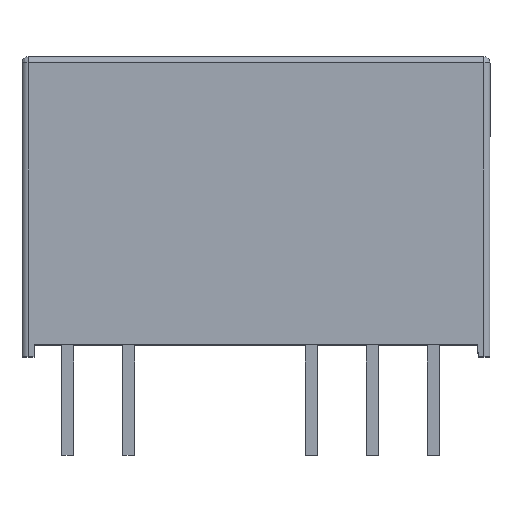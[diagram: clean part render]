
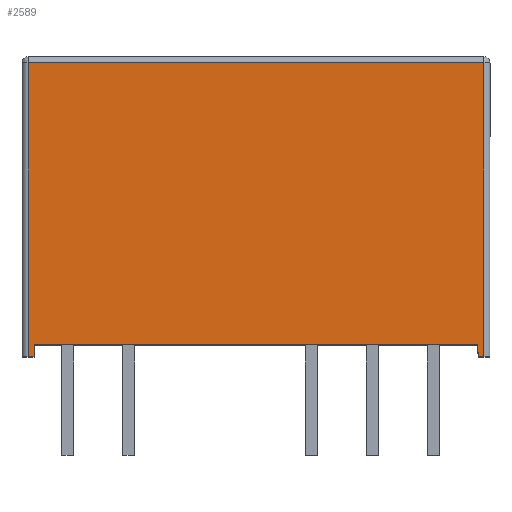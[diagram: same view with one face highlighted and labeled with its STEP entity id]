
A CAD part, top view. The second image highlights one B-rep face of the part: STEP entity #2589.
In plain terms, the highlighted planar face has unit normal (0, 0, 1).
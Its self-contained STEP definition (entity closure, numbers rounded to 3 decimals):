
#18 = VECTOR ( 'NONE', #1957, 1000. ) ;
#30 = EDGE_LOOP ( 'NONE', ( #2452, #957, #160, #1666, #2455, #2184, #2556, #535 ) ) ;
#148 = LINE ( 'NONE', #2183, #18 ) ;
#160 = ORIENTED_EDGE ( 'NONE', *, *, #709, .F. ) ;
#167 = VECTOR ( 'NONE', #2553, 1000. ) ;
#214 = CARTESIAN_POINT ( 'NONE',  ( 9.25, 0., 4.9 ) ) ;
#352 = VERTEX_POINT ( 'NONE', #818 ) ;
#381 = CARTESIAN_POINT ( 'NONE',  ( -9.5, 11.75, 4.9 ) ) ;
#390 = VECTOR ( 'NONE', #2464, 1000. ) ;
#393 = CARTESIAN_POINT ( 'NONE',  ( 9.25, -0.5, 4.9 ) ) ;
#437 = CARTESIAN_POINT ( 'NONE',  ( 9.5, 11.75, 4.9 ) ) ;
#486 = EDGE_CURVE ( 'NONE', #2243, #510, #519, .T. ) ;
#510 = VERTEX_POINT ( 'NONE', #2305 ) ;
#516 = LINE ( 'NONE', #214, #390 ) ;
#519 = LINE ( 'NONE', #2337, #167 ) ;
#535 = ORIENTED_EDGE ( 'NONE', *, *, #2491, .F. ) ;
#546 = LINE ( 'NONE', #673, #1123 ) ;
#642 = VERTEX_POINT ( 'NONE', #1195 ) ;
#673 = CARTESIAN_POINT ( 'NONE',  ( -9.5, 0., 4.9 ) ) ;
#709 = EDGE_CURVE ( 'NONE', #352, #642, #817, .T. ) ;
#756 = AXIS2_PLACEMENT_3D ( 'NONE', #381, #1772, #1005 ) ;
#815 = LINE ( 'NONE', #1257, #1337 ) ;
#817 = LINE ( 'NONE', #393, #2132 ) ;
#818 = CARTESIAN_POINT ( 'NONE',  ( 9.5, -0.5, 4.9 ) ) ;
#905 = LINE ( 'NONE', #1412, #2025 ) ;
#911 = VERTEX_POINT ( 'NONE', #1298 ) ;
#957 = ORIENTED_EDGE ( 'NONE', *, *, #1872, .F. ) ;
#1005 = DIRECTION ( 'NONE',  ( 1., 0., 0. ) ) ;
#1084 = EDGE_CURVE ( 'NONE', #352, #1701, #1614, .T. ) ;
#1123 = VECTOR ( 'NONE', #1483, 1000. ) ;
#1176 = CARTESIAN_POINT ( 'NONE',  ( -9.25, 0., 4.9 ) ) ;
#1195 = CARTESIAN_POINT ( 'NONE',  ( 9.25, -0.5, 4.9 ) ) ;
#1257 = CARTESIAN_POINT ( 'NONE',  ( -9.5, 11.75, 4.9 ) ) ;
#1278 = VECTOR ( 'NONE', #1453, 1000. ) ;
#1298 = CARTESIAN_POINT ( 'NONE',  ( -9.5, 11.75, 4.9 ) ) ;
#1336 = EDGE_CURVE ( 'NONE', #911, #510, #905, .T. ) ;
#1337 = VECTOR ( 'NONE', #2274, 1000. ) ;
#1412 = CARTESIAN_POINT ( 'NONE',  ( -9.5, 11.75, 4.9 ) ) ;
#1414 = VERTEX_POINT ( 'NONE', #1659 ) ;
#1436 = CARTESIAN_POINT ( 'NONE',  ( -9.25, -0.5, 4.9 ) ) ;
#1453 = DIRECTION ( 'NONE',  ( 0., 1., 0. ) ) ;
#1463 = EDGE_CURVE ( 'NONE', #2462, #1414, #546, .T. ) ;
#1483 = DIRECTION ( 'NONE',  ( 1., 0., 0. ) ) ;
#1515 = EDGE_CURVE ( 'NONE', #1701, #911, #815, .T. ) ;
#1586 = PLANE ( 'NONE',  #756 ) ;
#1614 = LINE ( 'NONE', #437, #1278 ) ;
#1659 = CARTESIAN_POINT ( 'NONE',  ( 9.25, 0., 4.9 ) ) ;
#1666 = ORIENTED_EDGE ( 'NONE', *, *, #1084, .T. ) ;
#1701 = VERTEX_POINT ( 'NONE', #1794 ) ;
#1772 = DIRECTION ( 'NONE',  ( 0., 0., 1. ) ) ;
#1773 = DIRECTION ( 'NONE',  ( 0., -1., 0. ) ) ;
#1794 = CARTESIAN_POINT ( 'NONE',  ( 9.5, 11.75, 4.9 ) ) ;
#1872 = EDGE_CURVE ( 'NONE', #642, #1414, #516, .T. ) ;
#1957 = DIRECTION ( 'NONE',  ( 0., -1., 0. ) ) ;
#2025 = VECTOR ( 'NONE', #1773, 1000. ) ;
#2060 = FACE_OUTER_BOUND ( 'NONE', #30, .T. ) ;
#2132 = VECTOR ( 'NONE', #2444, 1000. ) ;
#2183 = CARTESIAN_POINT ( 'NONE',  ( -9.25, -0.5, 4.9 ) ) ;
#2184 = ORIENTED_EDGE ( 'NONE', *, *, #1336, .T. ) ;
#2243 = VERTEX_POINT ( 'NONE', #1436 ) ;
#2274 = DIRECTION ( 'NONE',  ( -1., 0., 0. ) ) ;
#2305 = CARTESIAN_POINT ( 'NONE',  ( -9.5, -0.5, 4.9 ) ) ;
#2337 = CARTESIAN_POINT ( 'NONE',  ( -9.75, -0.5, 4.9 ) ) ;
#2444 = DIRECTION ( 'NONE',  ( -1., 0., 0. ) ) ;
#2452 = ORIENTED_EDGE ( 'NONE', *, *, #1463, .T. ) ;
#2455 = ORIENTED_EDGE ( 'NONE', *, *, #1515, .T. ) ;
#2462 = VERTEX_POINT ( 'NONE', #1176 ) ;
#2464 = DIRECTION ( 'NONE',  ( 0., 1., 0. ) ) ;
#2491 = EDGE_CURVE ( 'NONE', #2462, #2243, #148, .T. ) ;
#2553 = DIRECTION ( 'NONE',  ( -1., 0., 0. ) ) ;
#2556 = ORIENTED_EDGE ( 'NONE', *, *, #486, .F. ) ;
#2589 = ADVANCED_FACE ( 'NONE', ( #2060 ), #1586, .T. ) ;
